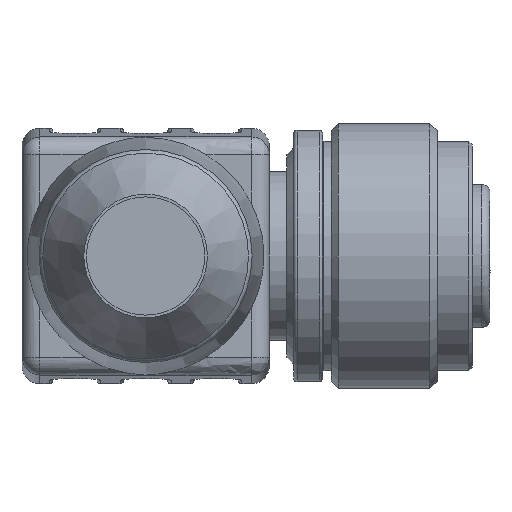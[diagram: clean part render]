
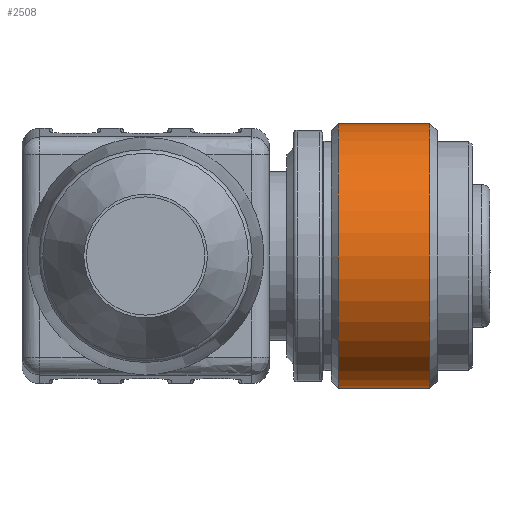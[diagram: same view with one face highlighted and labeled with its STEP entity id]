
A CAD part, left-side view. The second image highlights one B-rep face of the part: STEP entity #2508.
In plain terms, the highlighted cylindrical face has radius 7.5 mm (diameter 15 mm), a full revolution.
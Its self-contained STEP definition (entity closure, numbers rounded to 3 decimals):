
#2412=CYLINDRICAL_SURFACE('',#5216,7.5);
#2508=ADVANCED_FACE('F102',(#2819,#2820),#2412,.T.);
#2819=FACE_BOUND('',#2928,.T.);
#2820=FACE_BOUND('',#2929,.T.);
#2928=EDGE_LOOP('',(#3216));
#2929=EDGE_LOOP('',(#3217));
#3216=ORIENTED_EDGE('',*,*,#4536,.T.);
#3217=ORIENTED_EDGE('',*,*,#4537,.F.);
#4207=VERTEX_POINT('',#6449);
#4208=VERTEX_POINT('',#6452);
#4536=EDGE_CURVE('E264',#4207,#4207,#5033,.T.);
#4537=EDGE_CURVE('E263',#4208,#4208,#5034,.T.);
#5033=CIRCLE('',#5213,7.5);
#5034=CIRCLE('',#5215,7.5);
#5213=AXIS2_PLACEMENT_3D('',#6448,#5585,#5586);
#5215=AXIS2_PLACEMENT_3D('',#6451,#5589,#5590);
#5216=AXIS2_PLACEMENT_3D('',#6453,#5591,#5592);
#5585=DIRECTION('',(0.,1.,0.));
#5586=DIRECTION('',(0.,0.,1.));
#5589=DIRECTION('',(0.,1.,0.));
#5590=DIRECTION('',(0.,0.,1.));
#5591=DIRECTION('',(0.,1.,0.));
#5592=DIRECTION('',(0.,0.,-1.));
#6448=CARTESIAN_POINT('',(50.,53.4,0.));
#6449=CARTESIAN_POINT('',(50.,53.4,7.5));
#6451=CARTESIAN_POINT('',(50.,58.6,0.));
#6452=CARTESIAN_POINT('',(50.,58.6,7.5));
#6453=CARTESIAN_POINT('',(50.,53.4,0.));
